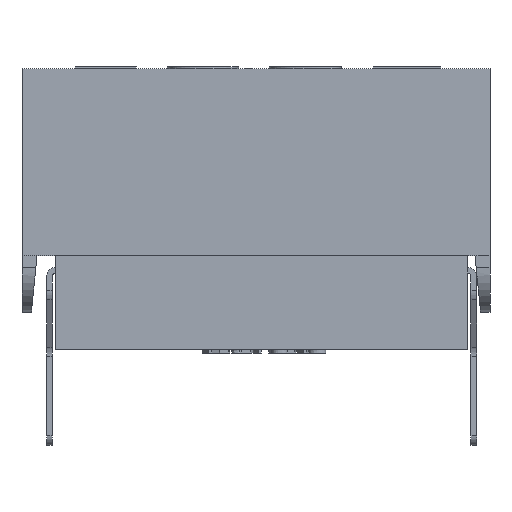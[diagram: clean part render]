
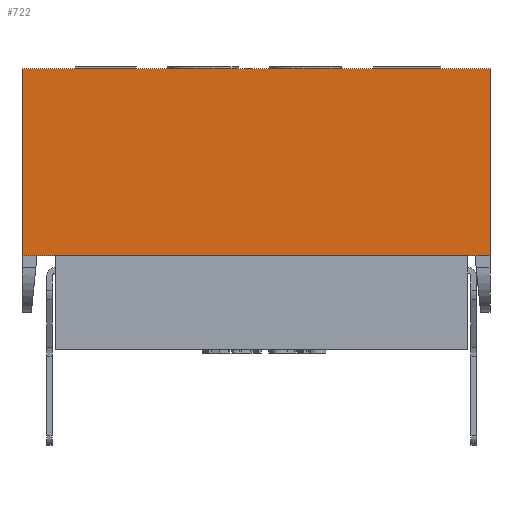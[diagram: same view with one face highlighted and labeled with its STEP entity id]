
A CAD part, front view. The second image highlights one B-rep face of the part: STEP entity #722.
In plain terms, the highlighted planar face has unit normal (0, -1, 0).
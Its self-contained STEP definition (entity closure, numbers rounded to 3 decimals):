
#722 = ADVANCED_FACE( '', ( #1518 ), #1519, .F. );
#1518 = FACE_OUTER_BOUND( '', #2432, .T. );
#1519 = PLANE( '', #2433 );
#2432 = EDGE_LOOP( '', ( #4574, #4575, #4576, #4577 ) );
#2433 = AXIS2_PLACEMENT_3D( '', #4578, #4579, #4580 );
#4574 = ORIENTED_EDGE( '', *, *, #6740, .T. );
#4575 = ORIENTED_EDGE( '', *, *, #6676, .F. );
#4576 = ORIENTED_EDGE( '', *, *, #6741, .F. );
#4577 = ORIENTED_EDGE( '', *, *, #6652, .T. );
#4578 = CARTESIAN_POINT( '', ( -12.5, -5., 10. ) );
#4579 = DIRECTION( '', ( 0., 1., 0. ) );
#4580 = DIRECTION( '', ( -1., 0., 0. ) );
#6652 = EDGE_CURVE( '', #8153, #8151, #8154, .T. );
#6676 = EDGE_CURVE( '', #8185, #8187, #8188, .T. );
#6740 = EDGE_CURVE( '', #8151, #8187, #8267, .T. );
#6741 = EDGE_CURVE( '', #8153, #8185, #8268, .T. );
#8151 = VERTEX_POINT( '', #10730 );
#8153 = VERTEX_POINT( '', #10733 );
#8154 = LINE( '', #10734, #10735 );
#8185 = VERTEX_POINT( '', #10781 );
#8187 = VERTEX_POINT( '', #10784 );
#8188 = LINE( '', #10785, #10786 );
#8267 = LINE( '', #11002, #11003 );
#8268 = LINE( '', #11004, #11005 );
#10730 = CARTESIAN_POINT( '', ( -12.5, -5., 0. ) );
#10733 = CARTESIAN_POINT( '', ( -12.5, -5., 10. ) );
#10734 = CARTESIAN_POINT( '', ( -12.5, -5., 10. ) );
#10735 = VECTOR( '', #12403, 1000. );
#10781 = CARTESIAN_POINT( '', ( 12.5, -5., 10. ) );
#10784 = CARTESIAN_POINT( '', ( 12.5, -5., 0. ) );
#10785 = CARTESIAN_POINT( '', ( 12.5, -5., 10. ) );
#10786 = VECTOR( '', #12429, 1000. );
#11002 = CARTESIAN_POINT( '', ( -12.5, -5., 0. ) );
#11003 = VECTOR( '', #12467, 1000. );
#11004 = CARTESIAN_POINT( '', ( -12.5, -5., 10. ) );
#11005 = VECTOR( '', #12468, 1000. );
#12403 = DIRECTION( '', ( 0., 0., -1. ) );
#12429 = DIRECTION( '', ( 0., 0., -1. ) );
#12467 = DIRECTION( '', ( 1., 0., 0. ) );
#12468 = DIRECTION( '', ( 1., 0., 0. ) );
